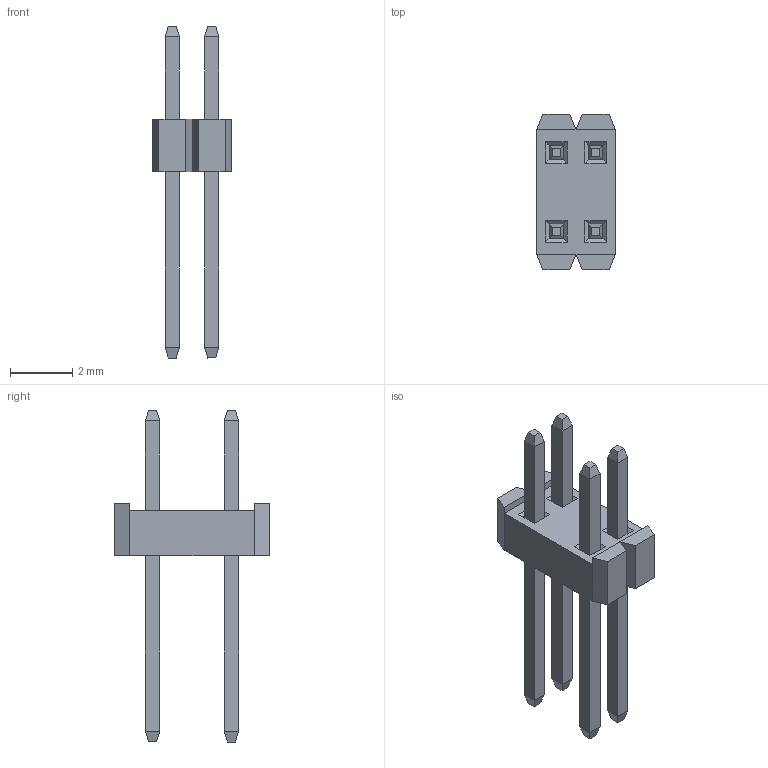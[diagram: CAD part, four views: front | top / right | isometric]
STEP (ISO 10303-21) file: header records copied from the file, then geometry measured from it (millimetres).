
FILE_DESCRIPTION(/* description */ (''),/* implementation_level */ '2;1');
FILE_NAME(/* name */ '703-004-60-xx.stp',/* time_stamp */ '2025-04-09T15:14:09+02:00',/* author */ ('Andreas.Larin'),/* organization */ (''),/* preprocessor_version */ 'ST-DEVELOPER v20',/* originating_system */ 'Autodesk Inventor 2025',/* authorisation */ '');
FILE_SCHEMA (('AUTOMOTIVE_DESIGN { 1 0 10303 214 3 1 1 }'));
Length unit declared in the file: millimetre
Products named in the file (1): 703-004-60-xx
Bounding box: 2.54 x 5 x 10.7 mm (x, y, z)
Volume: 26 mm3; surface area: 118 mm2
Topology: 1 solids, 1 shells, 108 faces, 246 edges, 148 vertices
Faces by surface type: plane 108
Entity records: 2949 total; most frequent: CARTESIAN_POINT 503, ORIENTED_EDGE 492, DIRECTION 464, LINE 246, VECTOR 246, EDGE_CURVE 246, VERTEX_POINT 148, EDGE_LOOP 116
